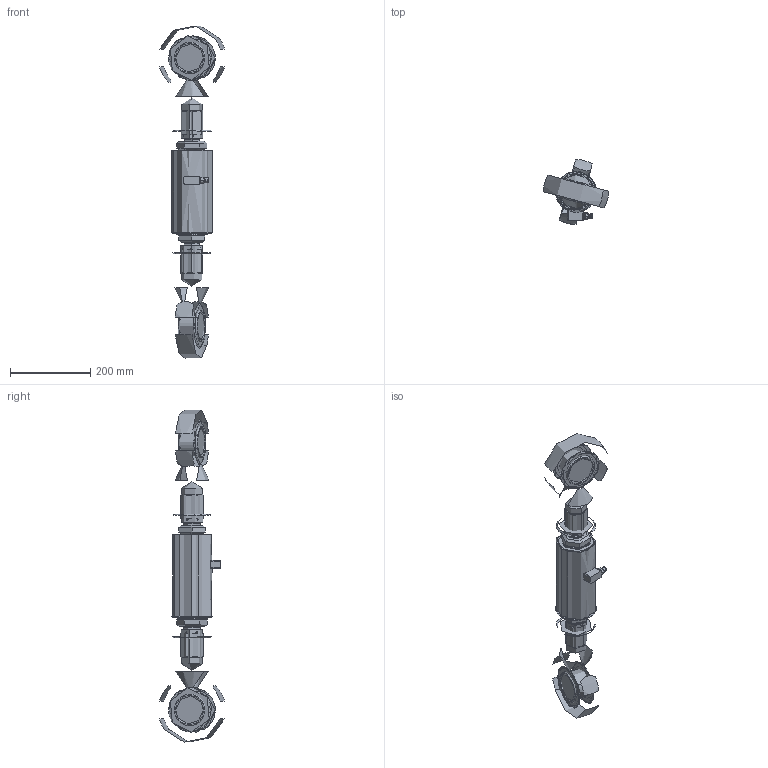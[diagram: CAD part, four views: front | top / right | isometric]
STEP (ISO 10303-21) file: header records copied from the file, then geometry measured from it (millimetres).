
FILE_DESCRIPTION(('STEP AP214'),'1');
FILE_NAME('CLB 500kN with knuckle joints.stp','2018-12-05T16:51:56',(' '),(' '),'Spatial InterOp 3D',' ',' ');
FILE_SCHEMA(('automotive_design'));
Length unit declared in the file: millimetre
Products named in the file (14): FI 70U-2RS; Snodo; CLB 500kN with knuckle joints; RACTC450tR02; CLB 500kN; Fairlead; Box; Cap; Enclosure; Body; Insert keeper; Dado M42×3 - Basso
Assembly tree (14 placements, depth 3):
  CLB 500kN with knuckle joints
    FI 70U-2RS  x2
      Snodo
    RACTC450tR02
    RACTC450tR02
    CLB 500kN
      Fairlead
      Box
      Cap
      Enclosure
      Body
      Insert keeper
    Dado M42×3 - Basso
    Dado M42×3 - Basso
Bounding box: 162 x 162 x 827.64 mm (x, y, z)
Volume: 2975333.3 mm3
Topology: 22 solids, 101 shells, 434 faces, 1001 edges, 700 vertices
Faces by surface type: cylinder 190, plane 106, cone 60, torus 40, sphere 28, revolution 8, bspline 2
Full cylindrical faces by diameter (mm): 84.6 x4, 98 x8, 162 x4
Entity records: 13377 total; most frequent: CARTESIAN_POINT 2251, DIRECTION 1861, ORIENTED_EDGE 1484, AXIS2_PLACEMENT_3D 795, EDGE_CURVE 782, VERTEX_POINT 535, CIRCLE 453, EDGE_LOOP 383
